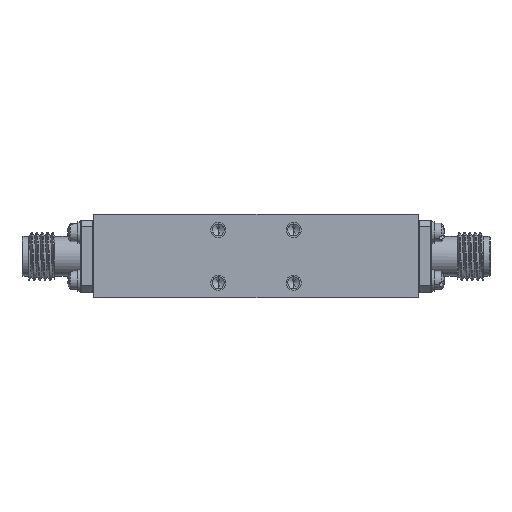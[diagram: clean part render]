
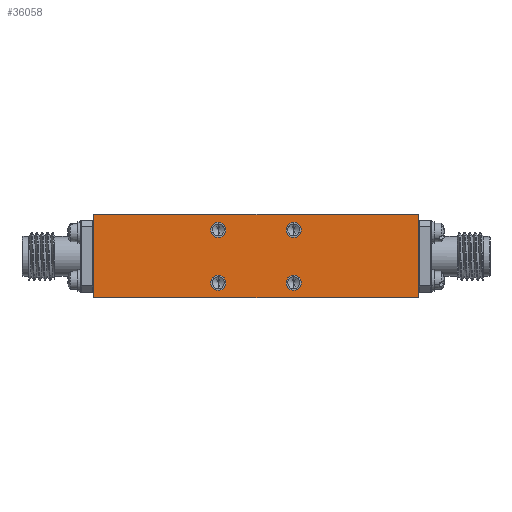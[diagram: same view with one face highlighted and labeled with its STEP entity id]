
A CAD part, front view. The second image highlights one B-rep face of the part: STEP entity #36058.
In plain terms, the highlighted planar face has unit normal (0, -1, 0).
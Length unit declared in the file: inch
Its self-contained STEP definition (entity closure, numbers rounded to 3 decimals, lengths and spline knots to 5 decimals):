
#1337 = CARTESIAN_POINT ( 'NONE',  ( 1.693, 0., -0.2165 ) ) ;
#2508 = DIRECTION ( 'NONE',  ( 0., -1., 0. ) ) ;
#4549 = CARTESIAN_POINT ( 'NONE',  ( 1.0435, 0., 0.138 ) ) ;
#4700 = CARTESIAN_POINT ( 'NONE',  ( 0.6495, 0., 0.138 ) ) ;
#5354 = ORIENTED_EDGE ( 'NONE', *, *, #31947, .F. ) ;
#5948 = CIRCLE ( 'NONE', #55486, 0.03937 ) ;
#6304 = CARTESIAN_POINT ( 'NONE',  ( 0., 0., -0.2165 ) ) ;
#7293 = VERTEX_POINT ( 'NONE', #74750 ) ;
#7509 = CIRCLE ( 'NONE', #45715, 0.03937 ) ;
#8409 = DIRECTION ( 'NONE',  ( 0., -1., 0. ) ) ;
#9120 = VERTEX_POINT ( 'NONE', #46776 ) ;
#9359 = FACE_BOUND ( 'NONE', #56817, .T. ) ;
#10230 = PLANE ( 'NONE',  #53509 ) ;
#10512 = ORIENTED_EDGE ( 'NONE', *, *, #41341, .T. ) ;
#10867 = DIRECTION ( 'NONE',  ( 0., 0., -1. ) ) ;
#10947 = VERTEX_POINT ( 'NONE', #21122 ) ;
#11527 = AXIS2_PLACEMENT_3D ( 'NONE', #84450, #8409, #17551 ) ;
#12556 = DIRECTION ( 'NONE',  ( 0., -1., 0. ) ) ;
#12941 = EDGE_CURVE ( 'NONE', #7293, #26655, #7509, .T. ) ;
#13899 = CIRCLE ( 'NONE', #77494, 0.03937 ) ;
#13938 = CIRCLE ( 'NONE', #77400, 0.03937 ) ;
#15848 = EDGE_CURVE ( 'NONE', #64638, #42144, #64696, .T. ) ;
#15991 = FACE_BOUND ( 'NONE', #60406, .T. ) ;
#17319 = CARTESIAN_POINT ( 'NONE',  ( 0., 0., 0.2165 ) ) ;
#17551 = DIRECTION ( 'NONE',  ( 0., 0., -1. ) ) ;
#17808 = ORIENTED_EDGE ( 'NONE', *, *, #39070, .F. ) ;
#18010 = AXIS2_PLACEMENT_3D ( 'NONE', #4549, #12556, #31612 ) ;
#18354 = CARTESIAN_POINT ( 'NONE',  ( 1.0435, 0., 0.09863 ) ) ;
#19338 = VECTOR ( 'NONE', #83404, 39.37008 ) ;
#19828 = VERTEX_POINT ( 'NONE', #47876 ) ;
#20625 = ORIENTED_EDGE ( 'NONE', *, *, #12941, .F. ) ;
#21094 = DIRECTION ( 'NONE',  ( 0., 0., -1. ) ) ;
#21122 = CARTESIAN_POINT ( 'NONE',  ( 0., 0., 0.2165 ) ) ;
#23477 = VERTEX_POINT ( 'NONE', #70348 ) ;
#24581 = CARTESIAN_POINT ( 'NONE',  ( 1.0435, 0., 0.138 ) ) ;
#25800 = DIRECTION ( 'NONE',  ( 1., 0., 0. ) ) ;
#26655 = VERTEX_POINT ( 'NONE', #64957 ) ;
#27094 = CIRCLE ( 'NONE', #11527, 0.03937 ) ;
#29059 = CARTESIAN_POINT ( 'NONE',  ( 0.6495, 0., 0.138 ) ) ;
#29628 = EDGE_CURVE ( 'NONE', #59230, #23477, #13899, .T. ) ;
#30190 = DIRECTION ( 'NONE',  ( 0., 1., 0. ) ) ;
#30827 = DIRECTION ( 'NONE',  ( 0., -1., 0. ) ) ;
#31060 = DIRECTION ( 'NONE',  ( 0., 0., 1. ) ) ;
#31612 = DIRECTION ( 'NONE',  ( 0., 0., -1. ) ) ;
#31737 = ORIENTED_EDGE ( 'NONE', *, *, #82700, .T. ) ;
#31939 = EDGE_LOOP ( 'NONE', ( #10512, #5354, #62011, #31737 ) ) ;
#31947 = EDGE_CURVE ( 'NONE', #9120, #87035, #40647, .T. ) ;
#33059 = DIRECTION ( 'NONE',  ( 0., 0., -1. ) ) ;
#35049 = AXIS2_PLACEMENT_3D ( 'NONE', #44534, #44969, #71943 ) ;
#35933 = FACE_BOUND ( 'NONE', #43806, .T. ) ;
#36058 = ADVANCED_FACE ( 'NONE', ( #35933, #9359, #64719, #15991, #50161 ), #10230, .F. ) ;
#37884 = DIRECTION ( 'NONE',  ( 0., 0., -1. ) ) ;
#38242 = ORIENTED_EDGE ( 'NONE', *, *, #72677, .F. ) ;
#39070 = EDGE_CURVE ( 'NONE', #19828, #76633, #27094, .T. ) ;
#40647 = LINE ( 'NONE', #47325, #51183 ) ;
#41278 = LINE ( 'NONE', #6304, #51068 ) ;
#41341 = EDGE_CURVE ( 'NONE', #78268, #87035, #41278, .T. ) ;
#41684 = ORIENTED_EDGE ( 'NONE', *, *, #67590, .F. ) ;
#41982 = CARTESIAN_POINT ( 'NONE',  ( 0.6495, 0., -0.138 ) ) ;
#42144 = VERTEX_POINT ( 'NONE', #18354 ) ;
#43806 = EDGE_LOOP ( 'NONE', ( #59930, #41684 ) ) ;
#44534 = CARTESIAN_POINT ( 'NONE',  ( 0.6495, 0., -0.138 ) ) ;
#44702 = ORIENTED_EDGE ( 'NONE', *, *, #62908, .F. ) ;
#44969 = DIRECTION ( 'NONE',  ( 0., -1., 0. ) ) ;
#45059 = DIRECTION ( 'NONE',  ( 0., -1., 0. ) ) ;
#45715 = AXIS2_PLACEMENT_3D ( 'NONE', #41982, #2508, #70704 ) ;
#46776 = CARTESIAN_POINT ( 'NONE',  ( 1.693, 0., 0.2165 ) ) ;
#47325 = CARTESIAN_POINT ( 'NONE',  ( 1.693, 0., 0.2165 ) ) ;
#47876 = CARTESIAN_POINT ( 'NONE',  ( 1.0435, 0., -0.09863 ) ) ;
#47904 = EDGE_LOOP ( 'NONE', ( #62461, #17808 ) ) ;
#49188 = CIRCLE ( 'NONE', #35049, 0.03937 ) ;
#49805 = CARTESIAN_POINT ( 'NONE',  ( 1.0435, 0., 0.17737 ) ) ;
#50161 = FACE_OUTER_BOUND ( 'NONE', #31939, .T. ) ;
#51068 = VECTOR ( 'NONE', #25800, 39.37008 ) ;
#51183 = VECTOR ( 'NONE', #74254, 39.37008 ) ;
#53437 = CARTESIAN_POINT ( 'NONE',  ( 0., 0., -0.2165 ) ) ;
#53509 = AXIS2_PLACEMENT_3D ( 'NONE', #17319, #30190, #31060 ) ;
#54248 = AXIS2_PLACEMENT_3D ( 'NONE', #29059, #61434, #21094 ) ;
#54868 = CARTESIAN_POINT ( 'NONE',  ( 1.0435, 0., -0.17737 ) ) ;
#55486 = AXIS2_PLACEMENT_3D ( 'NONE', #24581, #71099, #37884 ) ;
#56412 = LINE ( 'NONE', #58925, #19338 ) ;
#56817 = EDGE_LOOP ( 'NONE', ( #44702, #20625 ) ) ;
#57291 = ORIENTED_EDGE ( 'NONE', *, *, #15848, .F. ) ;
#57903 = CARTESIAN_POINT ( 'NONE',  ( 0.6495, 0., 0.09863 ) ) ;
#58295 = CARTESIAN_POINT ( 'NONE',  ( 1.0435, 0., -0.138 ) ) ;
#58925 = CARTESIAN_POINT ( 'NONE',  ( 0., 0., 0.2165 ) ) ;
#59230 = VERTEX_POINT ( 'NONE', #57903 ) ;
#59231 = VECTOR ( 'NONE', #79930, 39.37008 ) ;
#59930 = ORIENTED_EDGE ( 'NONE', *, *, #29628, .F. ) ;
#60406 = EDGE_LOOP ( 'NONE', ( #38242, #57291 ) ) ;
#61434 = DIRECTION ( 'NONE',  ( 0., -1., 0. ) ) ;
#62011 = ORIENTED_EDGE ( 'NONE', *, *, #62027, .F. ) ;
#62027 = EDGE_CURVE ( 'NONE', #10947, #9120, #67050, .T. ) ;
#62461 = ORIENTED_EDGE ( 'NONE', *, *, #77554, .F. ) ;
#62908 = EDGE_CURVE ( 'NONE', #26655, #7293, #49188, .T. ) ;
#64638 = VERTEX_POINT ( 'NONE', #49805 ) ;
#64696 = CIRCLE ( 'NONE', #18010, 0.03937 ) ;
#64719 = FACE_BOUND ( 'NONE', #47904, .T. ) ;
#64957 = CARTESIAN_POINT ( 'NONE',  ( 0.6495, 0., -0.17737 ) ) ;
#67050 = LINE ( 'NONE', #74110, #59231 ) ;
#67590 = EDGE_CURVE ( 'NONE', #23477, #59230, #71128, .T. ) ;
#70348 = CARTESIAN_POINT ( 'NONE',  ( 0.6495, 0., 0.17737 ) ) ;
#70704 = DIRECTION ( 'NONE',  ( 0., 0., -1. ) ) ;
#71099 = DIRECTION ( 'NONE',  ( 0., -1., 0. ) ) ;
#71128 = CIRCLE ( 'NONE', #54248, 0.03937 ) ;
#71943 = DIRECTION ( 'NONE',  ( 0., 0., -1. ) ) ;
#72677 = EDGE_CURVE ( 'NONE', #42144, #64638, #5948, .T. ) ;
#74110 = CARTESIAN_POINT ( 'NONE',  ( 0., 0., 0.2165 ) ) ;
#74254 = DIRECTION ( 'NONE',  ( 0., 0., -1. ) ) ;
#74750 = CARTESIAN_POINT ( 'NONE',  ( 0.6495, 0., -0.09863 ) ) ;
#76633 = VERTEX_POINT ( 'NONE', #54868 ) ;
#77400 = AXIS2_PLACEMENT_3D ( 'NONE', #58295, #30827, #10867 ) ;
#77494 = AXIS2_PLACEMENT_3D ( 'NONE', #4700, #45059, #33059 ) ;
#77554 = EDGE_CURVE ( 'NONE', #76633, #19828, #13938, .T. ) ;
#78268 = VERTEX_POINT ( 'NONE', #53437 ) ;
#79930 = DIRECTION ( 'NONE',  ( 1., 0., 0. ) ) ;
#82700 = EDGE_CURVE ( 'NONE', #10947, #78268, #56412, .T. ) ;
#83404 = DIRECTION ( 'NONE',  ( 0., 0., -1. ) ) ;
#84450 = CARTESIAN_POINT ( 'NONE',  ( 1.0435, 0., -0.138 ) ) ;
#87035 = VERTEX_POINT ( 'NONE', #1337 ) ;
